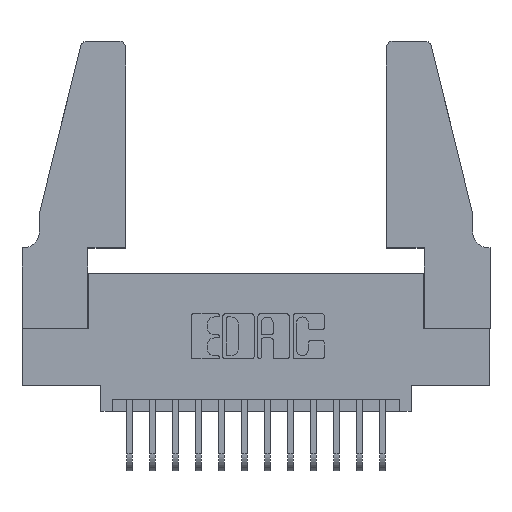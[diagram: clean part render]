
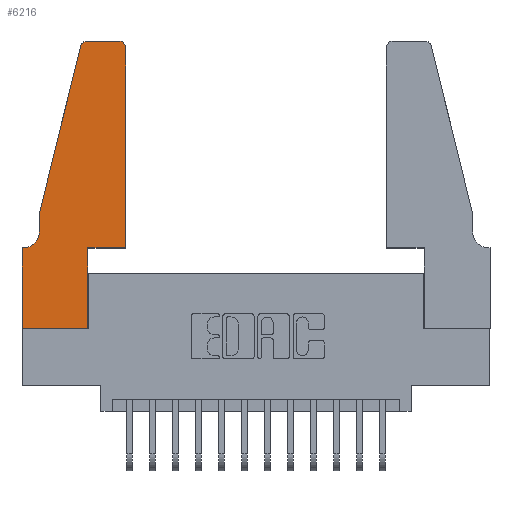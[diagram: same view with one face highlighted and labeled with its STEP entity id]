
A CAD part, top view. The second image highlights one B-rep face of the part: STEP entity #6216.
In plain terms, the highlighted planar face has unit normal (0, 0, 1).
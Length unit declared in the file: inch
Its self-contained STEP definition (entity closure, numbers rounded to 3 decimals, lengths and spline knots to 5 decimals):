
#464 = ORIENTED_EDGE ( 'NONE', *, *, #4199, .T. ) ;
#608 = VERTEX_POINT ( 'NONE', #3141 ) ;
#877 = VECTOR ( 'NONE', #5562, 39.37008 ) ;
#1069 = DIRECTION ( 'NONE',  ( 1., 0., 0. ) ) ;
#1214 = DIRECTION ( 'NONE',  ( 0., -1., 0. ) ) ;
#1266 = EDGE_CURVE ( 'NONE', #13835, #8800, #10376, .T. ) ;
#1442 = DIRECTION ( 'NONE',  ( 0., 0., 1. ) ) ;
#1448 = CARTESIAN_POINT ( 'NONE',  ( 0.0055, 0.42, 0.37 ) ) ;
#1600 = CARTESIAN_POINT ( 'NONE',  ( 0.0755, 0.35, 0.37 ) ) ;
#1995 = ORIENTED_EDGE ( 'NONE', *, *, #10010, .T. ) ;
#2158 = LINE ( 'NONE', #5474, #11234 ) ;
#2169 = DIRECTION ( 'NONE',  ( 0., 1., 0. ) ) ;
#2558 = EDGE_CURVE ( 'NONE', #3307, #5069, #11875, .T. ) ;
#2585 = CIRCLE ( 'NONE', #6230, 0.03 ) ;
#2694 = DIRECTION ( 'NONE',  ( -1., 0., 0. ) ) ;
#2760 = LINE ( 'NONE', #10429, #8298 ) ;
#2856 = CARTESIAN_POINT ( 'NONE',  ( 0.4505, 0.35, 0.37 ) ) ;
#2868 = VERTEX_POINT ( 'NONE', #9719 ) ;
#2940 = ORIENTED_EDGE ( 'NONE', *, *, #3920, .T. ) ;
#3141 = CARTESIAN_POINT ( 'NONE',  ( 0.4505, 1.22, 0.37 ) ) ;
#3222 = ORIENTED_EDGE ( 'NONE', *, *, #1266, .T. ) ;
#3259 = ORIENTED_EDGE ( 'NONE', *, *, #9521, .T. ) ;
#3307 = VERTEX_POINT ( 'NONE', #12988 ) ;
#3449 = CARTESIAN_POINT ( 'NONE',  ( 0.25487, 1.22718, 0.37 ) ) ;
#3487 = ORIENTED_EDGE ( 'NONE', *, *, #2558, .T. ) ;
#3598 = VERTEX_POINT ( 'NONE', #9911 ) ;
#3759 = ORIENTED_EDGE ( 'NONE', *, *, #11651, .T. ) ;
#3920 = EDGE_CURVE ( 'NONE', #5069, #13835, #6237, .T. ) ;
#4199 = EDGE_CURVE ( 'NONE', #8800, #2868, #2158, .T. ) ;
#4278 = VECTOR ( 'NONE', #11119, 39.37008 ) ;
#4372 = VERTEX_POINT ( 'NONE', #15242 ) ;
#4395 = VECTOR ( 'NONE', #5815, 39.37008 ) ;
#4454 = EDGE_CURVE ( 'NONE', #4372, #3598, #8261, .T. ) ;
#4962 = EDGE_CURVE ( 'NONE', #9610, #608, #13843, .T. ) ;
#5069 = VERTEX_POINT ( 'NONE', #8337 ) ;
#5444 = CARTESIAN_POINT ( 'NONE',  ( 0.2865, 0.35, 0.37 ) ) ;
#5474 = CARTESIAN_POINT ( 'NONE',  ( 0.0755, 0.5, 0.37 ) ) ;
#5562 = DIRECTION ( 'NONE',  ( -0.239, -0.971, 0. ) ) ;
#5638 = DIRECTION ( 'NONE',  ( -1., 0., 0. ) ) ;
#5653 = FACE_OUTER_BOUND ( 'NONE', #13315, .T. ) ;
#5715 = CIRCLE ( 'NONE', #15462, 0.07 ) ;
#5778 = DIRECTION ( 'NONE',  ( 0., 0., 1. ) ) ;
#5815 = DIRECTION ( 'NONE',  ( 0., 1., 0. ) ) ;
#6134 = ORIENTED_EDGE ( 'NONE', *, *, #9803, .T. ) ;
#6216 = ADVANCED_FACE ( 'NONE', ( #5653 ), #12895, .T. ) ;
#6230 = AXIS2_PLACEMENT_3D ( 'NONE', #14095, #6974, #15252 ) ;
#6237 = CIRCLE ( 'NONE', #8942, 0.03 ) ;
#6750 = VECTOR ( 'NONE', #1069, 39.37008 ) ;
#6836 = CARTESIAN_POINT ( 'NONE',  ( 0.0755, 0.5, 0.37 ) ) ;
#6974 = DIRECTION ( 'NONE',  ( 0., 0., 1. ) ) ;
#7102 = ORIENTED_EDGE ( 'NONE', *, *, #4962, .T. ) ;
#7126 = LINE ( 'NONE', #15319, #6750 ) ;
#7171 = CARTESIAN_POINT ( 'NONE',  ( 0., 0., 0.37 ) ) ;
#8261 = LINE ( 'NONE', #7171, #13856 ) ;
#8298 = VECTOR ( 'NONE', #2169, 39.37008 ) ;
#8337 = CARTESIAN_POINT ( 'NONE',  ( 0.284, 1.25, 0.37 ) ) ;
#8574 = CARTESIAN_POINT ( 'NONE',  ( 0.284, 1.22, 0.37 ) ) ;
#8713 = DIRECTION ( 'NONE',  ( -1., 0., 0. ) ) ;
#8800 = VERTEX_POINT ( 'NONE', #6836 ) ;
#8942 = AXIS2_PLACEMENT_3D ( 'NONE', #8574, #1442, #9736 ) ;
#9056 = VERTEX_POINT ( 'NONE', #11998 ) ;
#9209 = EDGE_CURVE ( 'NONE', #9666, #9610, #10904, .T. ) ;
#9268 = CARTESIAN_POINT ( 'NONE',  ( 0., 0.35, 0.37 ) ) ;
#9521 = EDGE_CURVE ( 'NONE', #608, #3307, #2585, .T. ) ;
#9610 = VERTEX_POINT ( 'NONE', #11868 ) ;
#9666 = VERTEX_POINT ( 'NONE', #5444 ) ;
#9719 = CARTESIAN_POINT ( 'NONE',  ( 0.0755, 0.42, 0.37 ) ) ;
#9736 = DIRECTION ( 'NONE',  ( 1., 0., 0. ) ) ;
#9741 = DIRECTION ( 'NONE',  ( 0., 0., -1. ) ) ;
#9803 = EDGE_CURVE ( 'NONE', #11778, #9666, #2760, .T. ) ;
#9911 = CARTESIAN_POINT ( 'NONE',  ( 0., 0., 0.37 ) ) ;
#10010 = EDGE_CURVE ( 'NONE', #2868, #9056, #5715, .T. ) ;
#10146 = DIRECTION ( 'NONE',  ( 0., -1., 0. ) ) ;
#10376 = LINE ( 'NONE', #11466, #877 ) ;
#10429 = CARTESIAN_POINT ( 'NONE',  ( 0.2865, 0.35, 0.37 ) ) ;
#10541 = AXIS2_PLACEMENT_3D ( 'NONE', #9268, #5778, #14079 ) ;
#10904 = LINE ( 'NONE', #2856, #4278 ) ;
#11119 = DIRECTION ( 'NONE',  ( 1., 0., 0. ) ) ;
#11234 = VECTOR ( 'NONE', #10146, 39.37008 ) ;
#11466 = CARTESIAN_POINT ( 'NONE',  ( 0.0755, 0.5, 0.37 ) ) ;
#11641 = VECTOR ( 'NONE', #8713, 39.37008 ) ;
#11651 = EDGE_CURVE ( 'NONE', #3598, #11778, #7126, .T. ) ;
#11778 = VERTEX_POINT ( 'NONE', #14414 ) ;
#11868 = CARTESIAN_POINT ( 'NONE',  ( 0.4505, 0.35, 0.37 ) ) ;
#11875 = LINE ( 'NONE', #12747, #15360 ) ;
#11998 = CARTESIAN_POINT ( 'NONE',  ( 0.0055, 0.35, 0.37 ) ) ;
#12399 = LINE ( 'NONE', #1600, #11641 ) ;
#12747 = CARTESIAN_POINT ( 'NONE',  ( 0.2605, 1.25, 0.37 ) ) ;
#12895 = PLANE ( 'NONE',  #10541 ) ;
#12930 = CARTESIAN_POINT ( 'NONE',  ( 0.4505, 0.35, 0.37 ) ) ;
#12988 = CARTESIAN_POINT ( 'NONE',  ( 0.4205, 1.25, 0.37 ) ) ;
#13315 = EDGE_LOOP ( 'NONE', ( #3487, #2940, #3222, #464, #1995, #15174, #13393, #3759, #6134, #14268, #7102, #3259 ) ) ;
#13393 = ORIENTED_EDGE ( 'NONE', *, *, #4454, .T. ) ;
#13835 = VERTEX_POINT ( 'NONE', #3449 ) ;
#13843 = LINE ( 'NONE', #12930, #4395 ) ;
#13856 = VECTOR ( 'NONE', #1214, 39.37008 ) ;
#14079 = DIRECTION ( 'NONE',  ( 1., 0., 0. ) ) ;
#14095 = CARTESIAN_POINT ( 'NONE',  ( 0.4205, 1.22, 0.37 ) ) ;
#14268 = ORIENTED_EDGE ( 'NONE', *, *, #9209, .T. ) ;
#14414 = CARTESIAN_POINT ( 'NONE',  ( 0.2865, 0., 0.37 ) ) ;
#14638 = EDGE_CURVE ( 'NONE', #9056, #4372, #12399, .T. ) ;
#15174 = ORIENTED_EDGE ( 'NONE', *, *, #14638, .T. ) ;
#15242 = CARTESIAN_POINT ( 'NONE',  ( 0., 0.35, 0.37 ) ) ;
#15252 = DIRECTION ( 'NONE',  ( 1., 0., 0. ) ) ;
#15319 = CARTESIAN_POINT ( 'NONE',  ( 0., 0., 0.37 ) ) ;
#15360 = VECTOR ( 'NONE', #5638, 39.37008 ) ;
#15462 = AXIS2_PLACEMENT_3D ( 'NONE', #1448, #9741, #2694 ) ;
